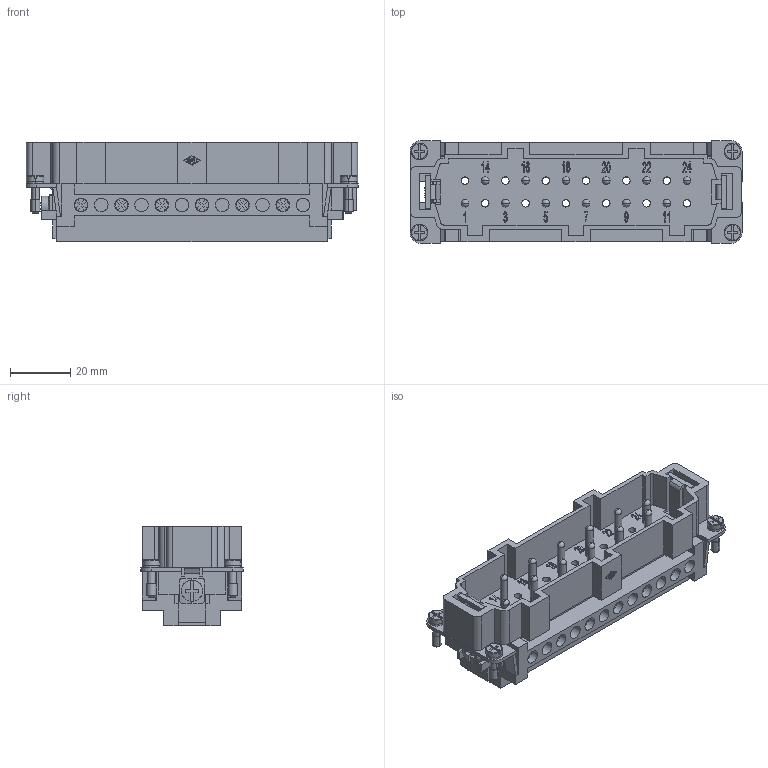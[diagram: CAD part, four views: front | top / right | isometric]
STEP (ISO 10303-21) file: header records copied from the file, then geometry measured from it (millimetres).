
FILE_DESCRIPTION((''),'2;1');
FILE_NAME('CMEM 10 T.stp','2006-10-31T14:09:20',('gembarski'),(''),'Autodesk Inventor 7','Autodesk Inventor 7','');
FILE_SCHEMA(('AUTOMOTIVE_DESIGN { 1 0 10303 214 1 1 1 1 }'));
Length unit declared in the file: millimetre
Products named in the file (1): CMEM 10 T
Bounding box: 110.3 x 34 x 33 mm (x, y, z)
Volume: 44022.4 mm3; surface area: 40013.4 mm2
Topology: 13 solids, 13 shells, 1945 faces, 5353 edges, 3471 vertices
Faces by surface type: plane 972, bspline 622, cylinder 311, sphere 28, torus 8, cone 4
Entity records: 66735 total; most frequent: CARTESIAN_POINT 19744, ORIENTED_EDGE 10638, DIRECTION 8242, EDGE_CURVE 5319, VECTOR 3508, LINE 3508, VERTEX_POINT 3459, AXIS2_PLACEMENT_3D 2367
